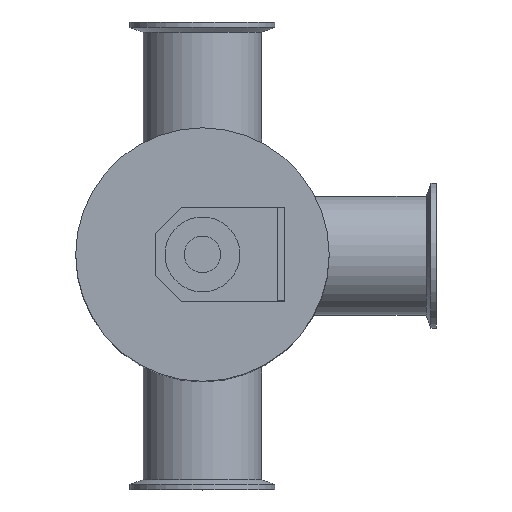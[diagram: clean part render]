
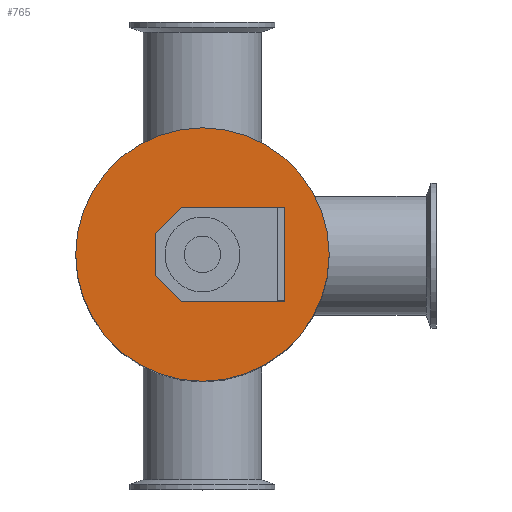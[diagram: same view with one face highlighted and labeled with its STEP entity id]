
A CAD part, top view. The second image highlights one B-rep face of the part: STEP entity #765.
In plain terms, the highlighted planar face has unit normal (0, 0, 1).
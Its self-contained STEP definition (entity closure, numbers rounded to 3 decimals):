
#186=FACE_OUTER_BOUND('',#250,.T.);
#250=EDGE_LOOP('',(#549));
#322=CIRCLE('',#900,67.75);
#372=VERTEX_POINT('',#1306);
#439=EDGE_CURVE('',#372,#372,#322,.T.);
#549=ORIENTED_EDGE('',*,*,#439,.F.);
#733=PLANE('',#899);
#765=ADVANCED_FACE('',(#186),#733,.T.);
#899=AXIS2_PLACEMENT_3D('',#1305,#1040,#1041);
#900=AXIS2_PLACEMENT_3D('',#1307,#1042,#1043);
#1040=DIRECTION('center_axis',(0.,0.,1.));
#1041=DIRECTION('ref_axis',(1.,0.,0.));
#1042=DIRECTION('center_axis',(0.,0.,-1.));
#1043=DIRECTION('ref_axis',(-1.,0.,0.));
#1305=CARTESIAN_POINT('Origin',(-33.875,0.,351.25));
#1306=CARTESIAN_POINT('',(67.75,0.,351.25));
#1307=CARTESIAN_POINT('Origin',(0.,0.,351.25));
